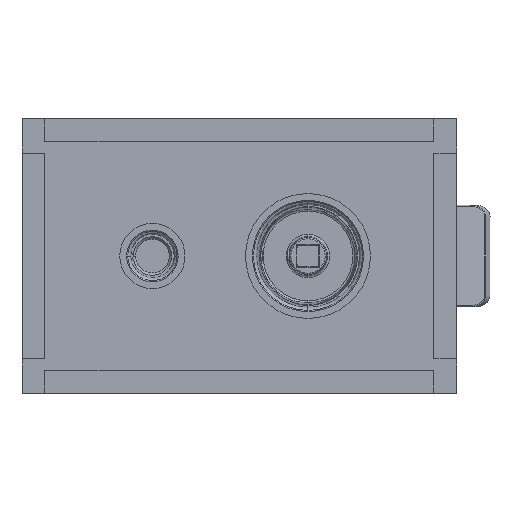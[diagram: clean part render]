
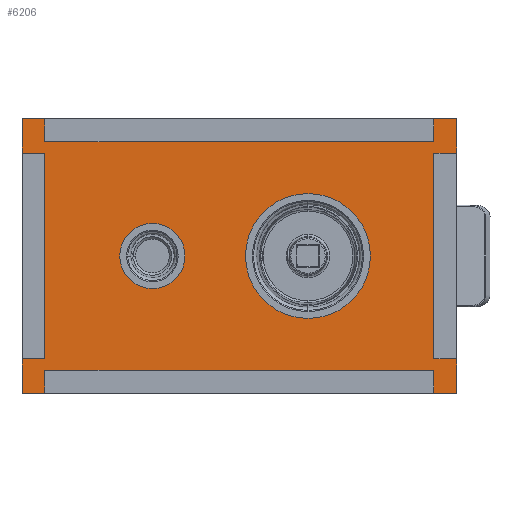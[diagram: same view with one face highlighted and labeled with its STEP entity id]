
A CAD part, left-side view. The second image highlights one B-rep face of the part: STEP entity #6206.
In plain terms, the highlighted planar face has unit normal (-1, 0, 0).
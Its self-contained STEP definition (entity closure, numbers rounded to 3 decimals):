
#5357=DIRECTION('',(0.,-1.,0.));
#5358=VECTOR('',#5357,170.);
#5359=CARTESIAN_POINT('',(-4.,115.,50.));
#5360=LINE('',#5359,#5358);
#5361=DIRECTION('',(0.,0.,-1.));
#5362=VECTOR('',#5361,10.);
#5363=CARTESIAN_POINT('',(-4.,-55.,60.));
#5364=LINE('',#5363,#5362);
#5365=DIRECTION('',(0.,-1.,0.));
#5366=VECTOR('',#5365,10.);
#5367=CARTESIAN_POINT('',(-4.,-55.,60.));
#5368=LINE('',#5367,#5366);
#5369=DIRECTION('',(0.,0.,-1.));
#5370=VECTOR('',#5369,15.);
#5371=CARTESIAN_POINT('',(-4.,-65.,60.));
#5372=LINE('',#5371,#5370);
#5373=DIRECTION('',(0.,1.,0.));
#5374=VECTOR('',#5373,10.);
#5375=CARTESIAN_POINT('',(-4.,-65.,45.));
#5376=LINE('',#5375,#5374);
#5377=DIRECTION('',(0.,0.,1.));
#5378=VECTOR('',#5377,90.);
#5379=CARTESIAN_POINT('',(-4.,-55.,-45.));
#5380=LINE('',#5379,#5378);
#5381=DIRECTION('',(0.,1.,0.));
#5382=VECTOR('',#5381,10.);
#5383=CARTESIAN_POINT('',(-4.,-65.,-45.));
#5384=LINE('',#5383,#5382);
#5385=DIRECTION('',(0.,0.,-1.));
#5386=VECTOR('',#5385,15.);
#5387=CARTESIAN_POINT('',(-4.,-65.,-45.));
#5388=LINE('',#5387,#5386);
#5389=DIRECTION('',(0.,1.,0.));
#5390=VECTOR('',#5389,10.);
#5391=CARTESIAN_POINT('',(-4.,-65.,-60.));
#5392=LINE('',#5391,#5390);
#5393=DIRECTION('',(0.,0.,1.));
#5394=VECTOR('',#5393,10.);
#5395=CARTESIAN_POINT('',(-4.,-55.,-60.));
#5396=LINE('',#5395,#5394);
#5397=DIRECTION('',(0.,-1.,0.));
#5398=VECTOR('',#5397,170.);
#5399=CARTESIAN_POINT('',(-4.,115.,-50.));
#5400=LINE('',#5399,#5398);
#5401=DIRECTION('',(0.,0.,1.));
#5402=VECTOR('',#5401,10.);
#5403=CARTESIAN_POINT('',(-4.,115.,-60.));
#5404=LINE('',#5403,#5402);
#5405=DIRECTION('',(0.,1.,0.));
#5406=VECTOR('',#5405,10.);
#5407=CARTESIAN_POINT('',(-4.,115.,-60.));
#5408=LINE('',#5407,#5406);
#5409=DIRECTION('',(0.,0.,1.));
#5410=VECTOR('',#5409,15.);
#5411=CARTESIAN_POINT('',(-4.,125.,-60.));
#5412=LINE('',#5411,#5410);
#5413=DIRECTION('',(0.,-1.,0.));
#5414=VECTOR('',#5413,10.);
#5415=CARTESIAN_POINT('',(-4.,125.,-45.));
#5416=LINE('',#5415,#5414);
#5417=DIRECTION('',(0.,0.,-1.));
#5418=VECTOR('',#5417,90.);
#5419=CARTESIAN_POINT('',(-4.,115.,45.));
#5420=LINE('',#5419,#5418);
#5421=DIRECTION('',(0.,-1.,0.));
#5422=VECTOR('',#5421,10.);
#5423=CARTESIAN_POINT('',(-4.,125.,45.));
#5424=LINE('',#5423,#5422);
#5425=DIRECTION('',(0.,0.,1.));
#5426=VECTOR('',#5425,15.);
#5427=CARTESIAN_POINT('',(-4.,125.,45.));
#5428=LINE('',#5427,#5426);
#5429=DIRECTION('',(0.,-1.,0.));
#5430=VECTOR('',#5429,10.);
#5431=CARTESIAN_POINT('',(-4.,125.,60.));
#5432=LINE('',#5431,#5430);
#5433=DIRECTION('',(0.,0.,-1.));
#5434=VECTOR('',#5433,10.);
#5435=CARTESIAN_POINT('',(-4.,115.,60.));
#5436=LINE('',#5435,#5434);
#5437=CARTESIAN_POINT('',(-4.,0.,0.));
#5438=DIRECTION('',(-1.,0.,0.));
#5439=DIRECTION('',(0.,-1.,0.));
#5440=AXIS2_PLACEMENT_3D('',#5437,#5438,#5439);
#5442=CARTESIAN_POINT('',(-4.,0.,0.));
#5443=DIRECTION('',(-1.,0.,0.));
#5444=DIRECTION('',(0.,1.,0.));
#5445=AXIS2_PLACEMENT_3D('',#5442,#5443,#5444);
#5447=CARTESIAN_POINT('',(-4.,68.,0.));
#5448=DIRECTION('',(-1.,0.,0.));
#5449=DIRECTION('',(0.,-1.,0.));
#5450=AXIS2_PLACEMENT_3D('',#5447,#5448,#5449);
#5452=CARTESIAN_POINT('',(-4.,68.,0.));
#5453=DIRECTION('',(-1.,0.,0.));
#5454=DIRECTION('',(0.,1.,0.));
#5455=AXIS2_PLACEMENT_3D('',#5452,#5453,#5454);
#5973=CARTESIAN_POINT('',(-4.,-65.,-60.));
#5974=VERTEX_POINT('',#5973);
#5975=CARTESIAN_POINT('',(-4.,125.,-60.));
#5976=VERTEX_POINT('',#5975);
#5977=CARTESIAN_POINT('',(-4.,125.,60.));
#5978=VERTEX_POINT('',#5977);
#5979=CARTESIAN_POINT('',(-4.,-65.,60.));
#5980=VERTEX_POINT('',#5979);
#5993=CARTESIAN_POINT('',(-4.,-27.3,0.));
#5994=CARTESIAN_POINT('',(-4.,27.3,0.));
#5995=VERTEX_POINT('',#5993);
#5996=VERTEX_POINT('',#5994);
#6005=CARTESIAN_POINT('',(-4.,53.75,0.));
#6006=CARTESIAN_POINT('',(-4.,82.25,0.));
#6007=VERTEX_POINT('',#6005);
#6008=VERTEX_POINT('',#6006);
#6069=CARTESIAN_POINT('',(-4.,125.,45.));
#6070=CARTESIAN_POINT('',(-4.,115.,45.));
#6071=VERTEX_POINT('',#6069);
#6072=VERTEX_POINT('',#6070);
#6073=CARTESIAN_POINT('',(-4.,115.,-45.));
#6074=VERTEX_POINT('',#6073);
#6075=CARTESIAN_POINT('',(-4.,125.,-45.));
#6076=VERTEX_POINT('',#6075);
#6085=CARTESIAN_POINT('',(-4.,-65.,45.));
#6086=CARTESIAN_POINT('',(-4.,-55.,45.));
#6087=VERTEX_POINT('',#6085);
#6088=VERTEX_POINT('',#6086);
#6089=CARTESIAN_POINT('',(-4.,-65.,-45.));
#6090=CARTESIAN_POINT('',(-4.,-55.,-45.));
#6091=VERTEX_POINT('',#6089);
#6092=VERTEX_POINT('',#6090);
#6101=CARTESIAN_POINT('',(-4.,115.,-60.));
#6102=CARTESIAN_POINT('',(-4.,115.,-50.));
#6103=VERTEX_POINT('',#6101);
#6104=VERTEX_POINT('',#6102);
#6105=CARTESIAN_POINT('',(-4.,-55.,-50.));
#6106=VERTEX_POINT('',#6105);
#6107=CARTESIAN_POINT('',(-4.,-55.,-60.));
#6108=VERTEX_POINT('',#6107);
#6117=CARTESIAN_POINT('',(-4.,115.,50.));
#6118=CARTESIAN_POINT('',(-4.,-55.,50.));
#6119=VERTEX_POINT('',#6117);
#6120=VERTEX_POINT('',#6118);
#6121=CARTESIAN_POINT('',(-4.,-55.,60.));
#6122=VERTEX_POINT('',#6121);
#6123=CARTESIAN_POINT('',(-4.,115.,60.));
#6124=VERTEX_POINT('',#6123);
#6148=CARTESIAN_POINT('',(-4.,30.,0.));
#6149=DIRECTION('',(1.,0.,0.));
#6150=DIRECTION('',(0.,0.,1.));
#6151=AXIS2_PLACEMENT_3D('',#6148,#6149,#6150);
#6152=PLANE('',#6151);
#6154=ORIENTED_EDGE('',*,*,#6153,.T.);
#6156=ORIENTED_EDGE('',*,*,#6155,.F.);
#6158=ORIENTED_EDGE('',*,*,#6157,.T.);
#6160=ORIENTED_EDGE('',*,*,#6159,.T.);
#6162=ORIENTED_EDGE('',*,*,#6161,.T.);
#6163=ORIENTED_EDGE('',*,*,#6130,.F.);
#6165=ORIENTED_EDGE('',*,*,#6164,.F.);
#6167=ORIENTED_EDGE('',*,*,#6166,.T.);
#6169=ORIENTED_EDGE('',*,*,#6168,.T.);
#6171=ORIENTED_EDGE('',*,*,#6170,.T.);
#6173=ORIENTED_EDGE('',*,*,#6172,.F.);
#6175=ORIENTED_EDGE('',*,*,#6174,.F.);
#6177=ORIENTED_EDGE('',*,*,#6176,.T.);
#6179=ORIENTED_EDGE('',*,*,#6178,.T.);
#6181=ORIENTED_EDGE('',*,*,#6180,.T.);
#6183=ORIENTED_EDGE('',*,*,#6182,.F.);
#6185=ORIENTED_EDGE('',*,*,#6184,.F.);
#6187=ORIENTED_EDGE('',*,*,#6186,.T.);
#6189=ORIENTED_EDGE('',*,*,#6188,.T.);
#6191=ORIENTED_EDGE('',*,*,#6190,.T.);
#6192=EDGE_LOOP('',(#6154,#6156,#6158,#6160,#6162,#6163,#6165,#6167,#6169,#6171,
#6173,#6175,#6177,#6179,#6181,#6183,#6185,#6187,#6189,#6191));
#6193=FACE_OUTER_BOUND('',#6192,.F.);
#6195=ORIENTED_EDGE('',*,*,#6194,.T.);
#6197=ORIENTED_EDGE('',*,*,#6196,.T.);
#6198=EDGE_LOOP('',(#6195,#6197));
#6199=FACE_BOUND('',#6198,.F.);
#6201=ORIENTED_EDGE('',*,*,#6200,.T.);
#6203=ORIENTED_EDGE('',*,*,#6202,.T.);
#6204=EDGE_LOOP('',(#6201,#6203));
#6205=FACE_BOUND('',#6204,.F.);
#6206=ADVANCED_FACE('',(#6193,#6199,#6205),#6152,.F.);
#5441=CIRCLE('',#5440,27.3);
#5446=CIRCLE('',#5445,27.3);
#5451=CIRCLE('',#5450,14.25);
#5456=CIRCLE('',#5455,14.25);
#6130=EDGE_CURVE('',#6092,#6088,#5380,.T.);
#6153=EDGE_CURVE('',#6119,#6120,#5360,.T.);
#6155=EDGE_CURVE('',#6122,#6120,#5364,.T.);
#6157=EDGE_CURVE('',#6122,#5980,#5368,.T.);
#6159=EDGE_CURVE('',#5980,#6087,#5372,.T.);
#6161=EDGE_CURVE('',#6087,#6088,#5376,.T.);
#6164=EDGE_CURVE('',#6091,#6092,#5384,.T.);
#6166=EDGE_CURVE('',#6091,#5974,#5388,.T.);
#6168=EDGE_CURVE('',#5974,#6108,#5392,.T.);
#6170=EDGE_CURVE('',#6108,#6106,#5396,.T.);
#6172=EDGE_CURVE('',#6104,#6106,#5400,.T.);
#6174=EDGE_CURVE('',#6103,#6104,#5404,.T.);
#6176=EDGE_CURVE('',#6103,#5976,#5408,.T.);
#6178=EDGE_CURVE('',#5976,#6076,#5412,.T.);
#6180=EDGE_CURVE('',#6076,#6074,#5416,.T.);
#6182=EDGE_CURVE('',#6072,#6074,#5420,.T.);
#6184=EDGE_CURVE('',#6071,#6072,#5424,.T.);
#6186=EDGE_CURVE('',#6071,#5978,#5428,.T.);
#6188=EDGE_CURVE('',#5978,#6124,#5432,.T.);
#6190=EDGE_CURVE('',#6124,#6119,#5436,.T.);
#6194=EDGE_CURVE('',#5995,#5996,#5441,.T.);
#6196=EDGE_CURVE('',#5996,#5995,#5446,.T.);
#6200=EDGE_CURVE('',#6007,#6008,#5451,.T.);
#6202=EDGE_CURVE('',#6008,#6007,#5456,.T.);
